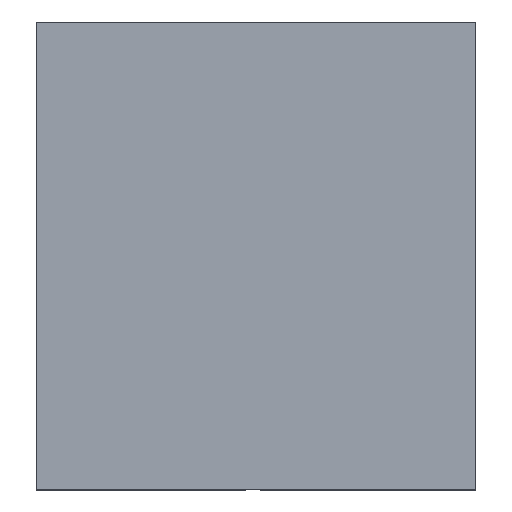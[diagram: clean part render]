
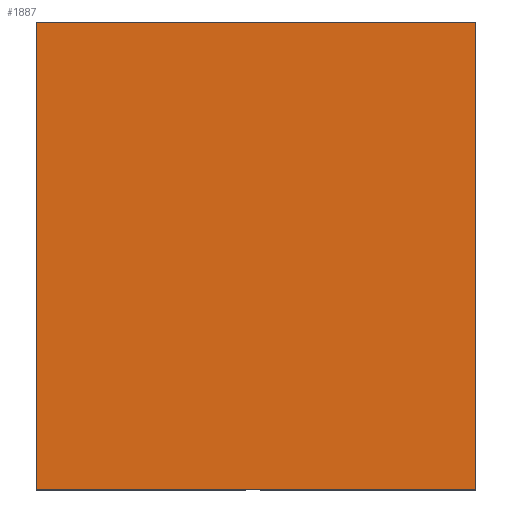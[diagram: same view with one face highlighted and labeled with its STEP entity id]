
A CAD part, top view. The second image highlights one B-rep face of the part: STEP entity #1887.
In plain terms, the highlighted planar face has unit normal (0, 0, 1).
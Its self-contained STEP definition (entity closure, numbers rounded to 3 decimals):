
#1874=AXIS2_PLACEMENT_3D('Plane Axis2P3D',#1871,#1872,#1873) ;
#100=CARTESIAN_POINT('Vertex',(0.,15.2,18.3)) ;
#103=CARTESIAN_POINT('Line Origine',(7.15,15.2,18.3)) ;
#107=CARTESIAN_POINT('Vertex',(14.3,15.2,18.3)) ;
#303=CARTESIAN_POINT('Vertex',(0.,0.,18.3)) ;
#306=CARTESIAN_POINT('Line Origine',(0.,7.6,18.3)) ;
#1477=CARTESIAN_POINT('Vertex',(14.3,0.,18.3)) ;
#1480=CARTESIAN_POINT('Line Origine',(7.15,0.,18.3)) ;
#1871=CARTESIAN_POINT('Axis2P3D Location',(1.8,4.47,18.3)) ;
#1876=CARTESIAN_POINT('Line Origine',(14.3,7.6,18.3)) ;
#104=DIRECTION('Vector Direction',(1.,0.,0.)) ;
#307=DIRECTION('Vector Direction',(0.,-1.,0.)) ;
#1481=DIRECTION('Vector Direction',(1.,0.,0.)) ;
#1872=DIRECTION('Axis2P3D Direction',(0.,0.,-1.)) ;
#1873=DIRECTION('Axis2P3D XDirection',(1.,0.,0.)) ;
#1877=DIRECTION('Vector Direction',(0.,-1.,0.)) ;
#105=VECTOR('Line Direction',#104,1.) ;
#308=VECTOR('Line Direction',#307,1.) ;
#1482=VECTOR('Line Direction',#1481,1.) ;
#1878=VECTOR('Line Direction',#1877,1.) ;
#1882=ORIENTED_EDGE('',*,*,#109,.T.) ;
#1883=ORIENTED_EDGE('',*,*,#310,.T.) ;
#1884=ORIENTED_EDGE('',*,*,#1484,.F.) ;
#1885=ORIENTED_EDGE('',*,*,#1880,.F.) ;
#1887=ADVANCED_FACE('Housing LMFS.1\\Model',(#1886),#1875,.F.) ;
#109=EDGE_CURVE('',#108,#101,#106,.F.) ;
#310=EDGE_CURVE('',#101,#304,#309,.T.) ;
#1484=EDGE_CURVE('',#1478,#304,#1483,.F.) ;
#1880=EDGE_CURVE('',#108,#1478,#1879,.T.) ;
#1881=EDGE_LOOP('',(#1882,#1883,#1884,#1885)) ;
#1886=FACE_OUTER_BOUND('',#1881,.T.) ;
#106=LINE('Line',#103,#105) ;
#309=LINE('Line',#306,#308) ;
#1483=LINE('Line',#1480,#1482) ;
#1879=LINE('Line',#1876,#1878) ;
#1875=PLANE('',#1874) ;
#101=VERTEX_POINT('',#100) ;
#108=VERTEX_POINT('',#107) ;
#304=VERTEX_POINT('',#303) ;
#1478=VERTEX_POINT('',#1477) ;
